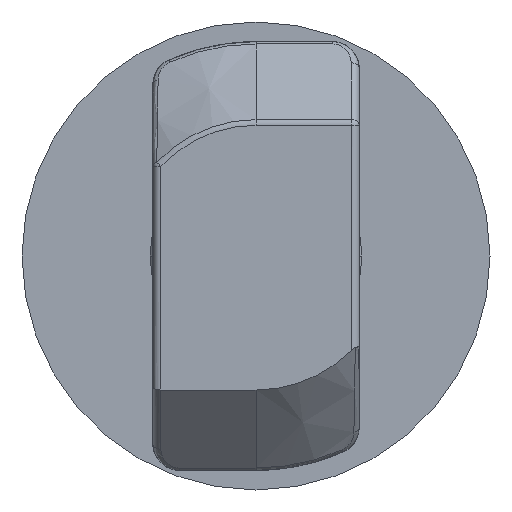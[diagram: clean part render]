
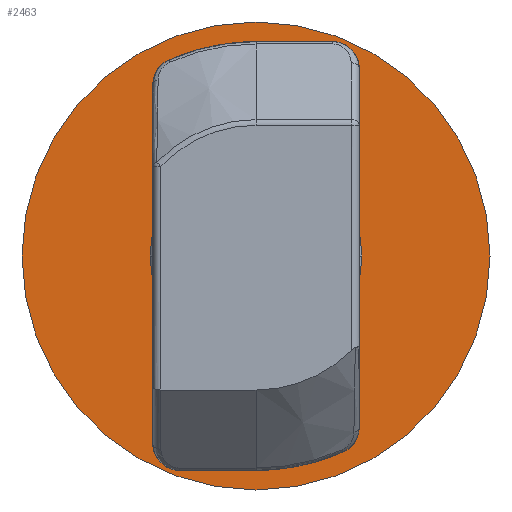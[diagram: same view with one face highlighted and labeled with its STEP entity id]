
A CAD part, front view. The second image highlights one B-rep face of the part: STEP entity #2463.
In plain terms, the highlighted planar face has unit normal (0, -1, 0).
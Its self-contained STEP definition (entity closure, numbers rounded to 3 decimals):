
#97 = PLANE ( 'NONE',  #310 ) ;
#107 = CIRCLE ( 'NONE', #2829, 8.731 ) ;
#137 = EDGE_CURVE ( 'NONE', #503, #2823, #4176, .T. ) ;
#183 = ORIENTED_EDGE ( 'NONE', *, *, #1999, .T. ) ;
#263 = CARTESIAN_POINT ( 'NONE',  ( -3.85, -5.351, 2.626 ) ) ;
#267 = ORIENTED_EDGE ( 'NONE', *, *, #543, .T. ) ;
#310 = AXIS2_PLACEMENT_3D ( 'NONE', #1062, #3555, #712 ) ;
#503 = VERTEX_POINT ( 'NONE', #1644 ) ;
#543 = EDGE_CURVE ( 'NONE', #2022, #3431, #2573, .T. ) ;
#712 = DIRECTION ( 'NONE',  ( -1., 0., 0. ) ) ;
#994 = CIRCLE ( 'NONE', #3572, 3.264 ) ;
#1001 = CARTESIAN_POINT ( 'NONE',  ( 4.881, -5.351, 2.626 ) ) ;
#1062 = CARTESIAN_POINT ( 'NONE',  ( 2.5, -5.351, 13.625 ) ) ;
#1350 = CARTESIAN_POINT ( 'NONE',  ( -3.85, -5.351, 2.626 ) ) ;
#1409 = EDGE_LOOP ( 'NONE', ( #267, #183 ) ) ;
#1644 = CARTESIAN_POINT ( 'NONE',  ( -3.85, -5.351, -0.638 ) ) ;
#1654 = DIRECTION ( 'NONE',  ( 1., 0., 0. ) ) ;
#1664 = DIRECTION ( 'NONE',  ( 1., 0., 0. ) ) ;
#1853 = FACE_OUTER_BOUND ( 'NONE', #1409, .T. ) ;
#1999 = EDGE_CURVE ( 'NONE', #3431, #2022, #107, .T. ) ;
#2022 = VERTEX_POINT ( 'NONE', #1001 ) ;
#2153 = FACE_BOUND ( 'NONE', #2641, .T. ) ;
#2157 = DIRECTION ( 'NONE',  ( 0., 1., 0. ) ) ;
#2194 = AXIS2_PLACEMENT_3D ( 'NONE', #1350, #4147, #1654 ) ;
#2218 = EDGE_CURVE ( 'NONE', #2823, #503, #994, .T. ) ;
#2463 = ADVANCED_FACE ( 'NONE', ( #2153, #1853 ), #97, .F. ) ;
#2573 = CIRCLE ( 'NONE', #2194, 8.731 ) ;
#2623 = CARTESIAN_POINT ( 'NONE',  ( -3.85, -5.351, 5.89 ) ) ;
#2641 = EDGE_LOOP ( 'NONE', ( #3965, #3042 ) ) ;
#2823 = VERTEX_POINT ( 'NONE', #2623 ) ;
#2829 = AXIS2_PLACEMENT_3D ( 'NONE', #263, #3736, #1664 ) ;
#3042 = ORIENTED_EDGE ( 'NONE', *, *, #137, .T. ) ;
#3305 = AXIS2_PLACEMENT_3D ( 'NONE', #3775, #4442, #4480 ) ;
#3431 = VERTEX_POINT ( 'NONE', #4200 ) ;
#3555 = DIRECTION ( 'NONE',  ( 0., 1., 0. ) ) ;
#3558 = DIRECTION ( 'NONE',  ( 0., 0., 1. ) ) ;
#3572 = AXIS2_PLACEMENT_3D ( 'NONE', #3636, #2157, #3558 ) ;
#3636 = CARTESIAN_POINT ( 'NONE',  ( -3.85, -5.351, 2.626 ) ) ;
#3736 = DIRECTION ( 'NONE',  ( 0., -1., 0. ) ) ;
#3775 = CARTESIAN_POINT ( 'NONE',  ( -3.85, -5.351, 2.626 ) ) ;
#3965 = ORIENTED_EDGE ( 'NONE', *, *, #2218, .T. ) ;
#4147 = DIRECTION ( 'NONE',  ( 0., -1., 0. ) ) ;
#4176 = CIRCLE ( 'NONE', #3305, 3.264 ) ;
#4200 = CARTESIAN_POINT ( 'NONE',  ( -12.581, -5.351, 2.626 ) ) ;
#4442 = DIRECTION ( 'NONE',  ( 0., 1., 0. ) ) ;
#4480 = DIRECTION ( 'NONE',  ( 0., 0., 1. ) ) ;
